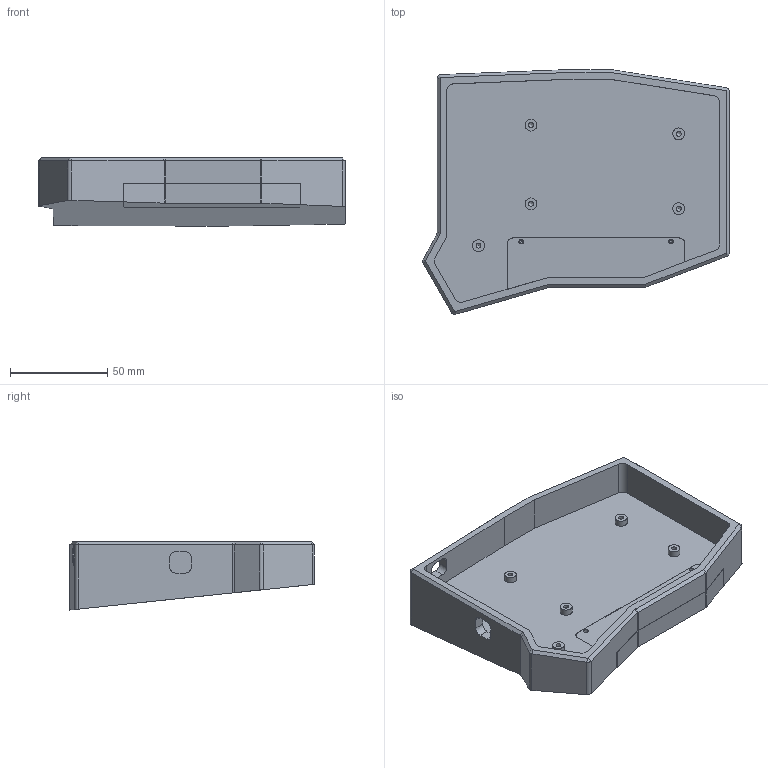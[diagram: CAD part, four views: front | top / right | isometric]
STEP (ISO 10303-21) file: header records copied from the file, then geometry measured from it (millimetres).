
FILE_DESCRIPTION(('FreeCAD Model'),'2;1');
FILE_NAME('Open CASCADE Shape Model','2021-07-23T03:16:52',(''),(''), 'Open CASCADE STEP processor 7.5','FreeCAD','Unknown');
FILE_SCHEMA(('AUTOMOTIVE_DESIGN { 1 0 10303 214 1 1 1 1 }'));
Length unit declared in the file: millimetre
Products named in the file (3): sofle_rgb; mainbody; Body003
Assembly tree (2 placements, depth 2):
  sofle_rgb
    mainbody
    Body003
Bounding box: 157.64 x 125.8 x 35 mm (x, y, z)
Volume: 224279.8 mm3; surface area: 60382.1 mm2
Topology: 2 solids, 2 shells, 128 faces, 338 edges, 218 vertices
Faces by surface type: plane 66, cylinder 46, cone 16
Full cylindrical faces by diameter (mm): 1.6 x2, 2.4 x2, 2.5 x5, 6.1 x5
Entity records: 8465 total; most frequent: CARTESIAN_POINT 1641, DIRECTION 1304, LINE 786, VECTOR 786, ORIENTED_EDGE 662, PCURVE 662, DEFINITIONAL_REPRESENTATION 662, EDGE_CURVE 331
